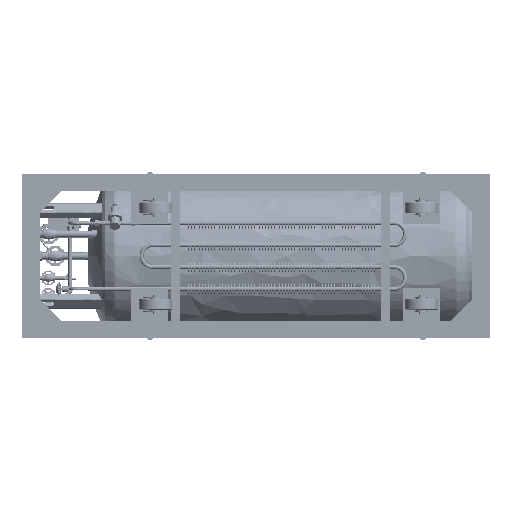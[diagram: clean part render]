
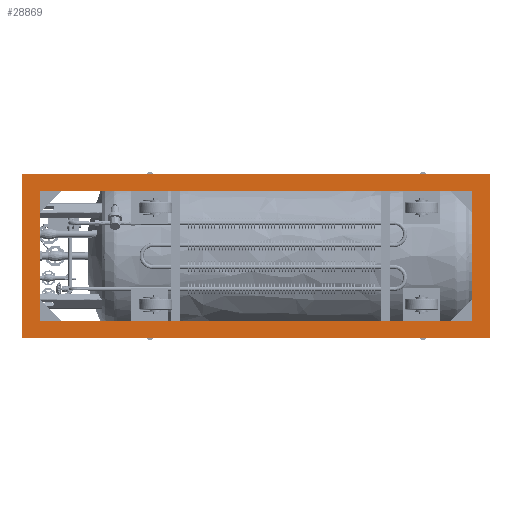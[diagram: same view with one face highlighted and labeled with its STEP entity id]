
A CAD part, front view. The second image highlights one B-rep face of the part: STEP entity #28869.
In plain terms, the highlighted free-form (B-spline) face has degree [1, 1] with [2, 2] control points.
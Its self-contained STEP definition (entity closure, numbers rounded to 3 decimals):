
#26665 = VERTEX_POINT('',#26666);
#26666 = CARTESIAN_POINT('',(2032.262,-596.977,
    -374.698));
#26671 = EDGE_CURVE('',#26672,#26665,#26674,.T.);
#26672 = VERTEX_POINT('',#26673);
#26673 = CARTESIAN_POINT('',(2032.262,-596.977,
    374.698));
#26674 = B_SPLINE_CURVE_WITH_KNOTS('',1,(#26675,#26676),.UNSPECIFIED.,
  .F.,.F.,(2,2),(0.,590.),.PIECEWISE_BEZIER_KNOTS.);
#26675 = CARTESIAN_POINT('',(2032.262,-596.977,
    374.698));
#26676 = CARTESIAN_POINT('',(2032.262,-596.977,
    -374.698));
#26727 = EDGE_CURVE('',#26728,#26672,#26730,.T.);
#26728 = VERTEX_POINT('',#26729);
#26729 = CARTESIAN_POINT('',(1846.818,-596.977,
    374.698));
#26730 = B_SPLINE_CURVE_WITH_KNOTS('',1,(#26731,#26732),.UNSPECIFIED.,
  .F.,.F.,(2,2),(1824.,1970.),.PIECEWISE_BEZIER_KNOTS.);
#26731 = CARTESIAN_POINT('',(1846.818,-596.977,
    374.698));
#26732 = CARTESIAN_POINT('',(2032.262,-596.977,
    374.698));
#26919 = EDGE_CURVE('',#26920,#26728,#26922,.T.);
#26920 = VERTEX_POINT('',#26921);
#26921 = CARTESIAN_POINT('',(1630.89,-596.977,
    374.698));
#26922 = B_SPLINE_CURVE_WITH_KNOTS('',1,(#26923,#26924),.UNSPECIFIED.,
  .F.,.F.,(2,2),(1654.,1824.),.PIECEWISE_BEZIER_KNOTS.);
#26923 = CARTESIAN_POINT('',(1630.89,-596.977,
    374.698));
#26924 = CARTESIAN_POINT('',(1846.818,-596.977,
    374.698));
#27297 = VERTEX_POINT('',#27298);
#27298 = CARTESIAN_POINT('',(1846.818,-596.977,
    -374.698));
#27303 = EDGE_CURVE('',#26665,#27297,#27304,.T.);
#27304 = B_SPLINE_CURVE_WITH_KNOTS('',1,(#27305,#27306),.UNSPECIFIED.,
  .F.,.F.,(2,2),(-1970.,-1824.),.PIECEWISE_BEZIER_KNOTS.);
#27305 = CARTESIAN_POINT('',(2032.262,-596.977,
    -374.698));
#27306 = CARTESIAN_POINT('',(1846.818,-596.977,
    -374.698));
#27515 = EDGE_CURVE('',#27297,#27516,#27518,.T.);
#27516 = VERTEX_POINT('',#27517);
#27517 = CARTESIAN_POINT('',(1630.89,-596.977,
    -374.698));
#27518 = B_SPLINE_CURVE_WITH_KNOTS('',1,(#27519,#27520),.UNSPECIFIED.,
  .F.,.F.,(2,2),(-1824.,-1654.),.PIECEWISE_BEZIER_KNOTS.);
#27519 = CARTESIAN_POINT('',(1846.818,-596.977,
    -374.698));
#27520 = CARTESIAN_POINT('',(1630.89,-596.977,
    -374.698));
#27941 = VERTEX_POINT('',#27942);
#27942 = CARTESIAN_POINT('',(-469.961,-596.977,
    374.698));
#27947 = EDGE_CURVE('',#27948,#27941,#27950,.T.);
#27948 = VERTEX_POINT('',#27949);
#27949 = CARTESIAN_POINT('',(-469.961,-596.977,
    -374.698));
#27950 = B_SPLINE_CURVE_WITH_KNOTS('',1,(#27951,#27952),.UNSPECIFIED.,
  .F.,.F.,(2,2),(-590.,0.),.PIECEWISE_BEZIER_KNOTS.);
#27951 = CARTESIAN_POINT('',(-469.961,-596.977,
    -374.698));
#27952 = CARTESIAN_POINT('',(-469.961,-596.977,
    374.698));
#27970 = VERTEX_POINT('',#27971);
#27971 = CARTESIAN_POINT('',(55.887,-596.977,
    -374.698));
#28010 = EDGE_CURVE('',#27970,#27948,#28011,.T.);
#28011 = B_SPLINE_CURVE_WITH_KNOTS('',1,(#28012,#28013),.UNSPECIFIED.,
  .F.,.F.,(2,2),(-414.,-0.),.PIECEWISE_BEZIER_KNOTS.);
#28012 = CARTESIAN_POINT('',(55.887,-596.977,
    -374.698));
#28013 = CARTESIAN_POINT('',(-469.961,-596.977,
    -374.698));
#28038 = VERTEX_POINT('',#28039);
#28039 = CARTESIAN_POINT('',(55.887,-596.977,
    374.698));
#28044 = EDGE_CURVE('',#27941,#28038,#28045,.T.);
#28045 = B_SPLINE_CURVE_WITH_KNOTS('',1,(#28046,#28047),.UNSPECIFIED.,
  .F.,.F.,(2,2),(0.,414.),.PIECEWISE_BEZIER_KNOTS.);
#28046 = CARTESIAN_POINT('',(-469.961,-596.977,
    374.698));
#28047 = CARTESIAN_POINT('',(55.887,-596.977,
    374.698));
#28375 = VERTEX_POINT('',#28376);
#28376 = CARTESIAN_POINT('',(271.815,-596.977,
    -374.698));
#28381 = EDGE_CURVE('',#27516,#28375,#28382,.T.);
#28382 = B_SPLINE_CURVE_WITH_KNOTS('',1,(#28383,#28384),.UNSPECIFIED.,
  .F.,.F.,(2,2),(-1654.,-584.),.PIECEWISE_BEZIER_KNOTS.);
#28383 = CARTESIAN_POINT('',(1630.89,-596.977,
    -374.698));
#28384 = CARTESIAN_POINT('',(271.815,-596.977,
    -374.698));
#28517 = EDGE_CURVE('',#28518,#26920,#28520,.T.);
#28518 = VERTEX_POINT('',#28519);
#28519 = CARTESIAN_POINT('',(271.815,-596.977,
    374.698));
#28520 = B_SPLINE_CURVE_WITH_KNOTS('',1,(#28521,#28522),.UNSPECIFIED.,
  .F.,.F.,(2,2),(584.,1654.),.PIECEWISE_BEZIER_KNOTS.);
#28521 = CARTESIAN_POINT('',(271.815,-596.977,
    374.698));
#28522 = CARTESIAN_POINT('',(1630.89,-596.977,
    374.698));
#28685 = VERTEX_POINT('',#28686);
#28686 = CARTESIAN_POINT('',(2133.875,-596.977,
    476.311));
#28691 = EDGE_CURVE('',#28685,#28692,#28694,.T.);
#28692 = VERTEX_POINT('',#28693);
#28693 = CARTESIAN_POINT('',(2133.875,-596.977,
    -476.311));
#28694 = B_SPLINE_CURVE_WITH_KNOTS('',1,(#28695,#28696),.UNSPECIFIED.,
  .F.,.F.,(2,2),(0.,750.),.PIECEWISE_BEZIER_KNOTS.);
#28695 = CARTESIAN_POINT('',(2133.875,-596.977,
    476.311));
#28696 = CARTESIAN_POINT('',(2133.875,-596.977,
    -476.311));
#28765 = VERTEX_POINT('',#28766);
#28766 = CARTESIAN_POINT('',(-571.574,-596.977,
    476.311));
#28771 = EDGE_CURVE('',#28765,#28685,#28772,.T.);
#28772 = B_SPLINE_CURVE_WITH_KNOTS('',1,(#28773,#28774),.UNSPECIFIED.,
  .F.,.F.,(2,2),(0.,2130.),.PIECEWISE_BEZIER_KNOTS.);
#28773 = CARTESIAN_POINT('',(-571.574,-596.977,
    476.311));
#28774 = CARTESIAN_POINT('',(2133.875,-596.977,
    476.311));
#28814 = VERTEX_POINT('',#28815);
#28815 = CARTESIAN_POINT('',(-571.574,-596.977,
    -476.311));
#28820 = EDGE_CURVE('',#28814,#28765,#28821,.T.);
#28821 = B_SPLINE_CURVE_WITH_KNOTS('',1,(#28822,#28823),.UNSPECIFIED.,
  .F.,.F.,(2,2),(-750.,0.),.PIECEWISE_BEZIER_KNOTS.);
#28822 = CARTESIAN_POINT('',(-571.574,-596.977,
    -476.311));
#28823 = CARTESIAN_POINT('',(-571.574,-596.977,
    476.311));
#28857 = EDGE_CURVE('',#28692,#28814,#28858,.T.);
#28858 = B_SPLINE_CURVE_WITH_KNOTS('',1,(#28859,#28860),.UNSPECIFIED.,
  .F.,.F.,(2,2),(-2130.,-0.),.PIECEWISE_BEZIER_KNOTS.);
#28859 = CARTESIAN_POINT('',(2133.875,-596.977,
    -476.311));
#28860 = CARTESIAN_POINT('',(-571.574,-596.977,
    -476.311));
#28869 = ADVANCED_FACE('',(#28870,#28892),#28898,.T.);
#28870 = FACE_BOUND('',#28871,.T.);
#28871 = EDGE_LOOP('',(#28872,#28873,#28874,#28879,#28880,#28881,#28882,
    #28887,#28888,#28889,#28890,#28891));
#28872 = ORIENTED_EDGE('',*,*,#27515,.T.);
#28873 = ORIENTED_EDGE('',*,*,#28381,.T.);
#28874 = ORIENTED_EDGE('',*,*,#28875,.T.);
#28875 = EDGE_CURVE('',#28375,#27970,#28876,.T.);
#28876 = B_SPLINE_CURVE_WITH_KNOTS('',1,(#28877,#28878),.UNSPECIFIED.,
  .F.,.F.,(2,2),(-584.,-414.),.PIECEWISE_BEZIER_KNOTS.);
#28877 = CARTESIAN_POINT('',(271.815,-596.977,
    -374.698));
#28878 = CARTESIAN_POINT('',(55.887,-596.977,
    -374.698));
#28879 = ORIENTED_EDGE('',*,*,#28010,.T.);
#28880 = ORIENTED_EDGE('',*,*,#27947,.T.);
#28881 = ORIENTED_EDGE('',*,*,#28044,.T.);
#28882 = ORIENTED_EDGE('',*,*,#28883,.T.);
#28883 = EDGE_CURVE('',#28038,#28518,#28884,.T.);
#28884 = B_SPLINE_CURVE_WITH_KNOTS('',1,(#28885,#28886),.UNSPECIFIED.,
  .F.,.F.,(2,2),(414.,584.),.PIECEWISE_BEZIER_KNOTS.);
#28885 = CARTESIAN_POINT('',(55.887,-596.977,
    374.698));
#28886 = CARTESIAN_POINT('',(271.815,-596.977,
    374.698));
#28887 = ORIENTED_EDGE('',*,*,#28517,.T.);
#28888 = ORIENTED_EDGE('',*,*,#26919,.T.);
#28889 = ORIENTED_EDGE('',*,*,#26727,.T.);
#28890 = ORIENTED_EDGE('',*,*,#26671,.T.);
#28891 = ORIENTED_EDGE('',*,*,#27303,.T.);
#28892 = FACE_BOUND('',#28893,.T.);
#28893 = EDGE_LOOP('',(#28894,#28895,#28896,#28897));
#28894 = ORIENTED_EDGE('',*,*,#28691,.F.);
#28895 = ORIENTED_EDGE('',*,*,#28771,.F.);
#28896 = ORIENTED_EDGE('',*,*,#28820,.F.);
#28897 = ORIENTED_EDGE('',*,*,#28857,.F.);
#28898 = B_SPLINE_SURFACE_WITH_KNOTS('',1,1,(
    (#28899,#28900)
    ,(#28901,#28902
  )),.UNSPECIFIED.,.F.,.F.,.F.,(2,2),(2,2),(-375.,375.),(-450.,1680.)
  ,.PIECEWISE_BEZIER_KNOTS.);
#28899 = CARTESIAN_POINT('',(-571.574,-596.977,
    476.311));
#28900 = CARTESIAN_POINT('',(2133.875,-596.977,
    476.311));
#28901 = CARTESIAN_POINT('',(-571.574,-596.977,
    -476.311));
#28902 = CARTESIAN_POINT('',(2133.875,-596.977,
    -476.311));
